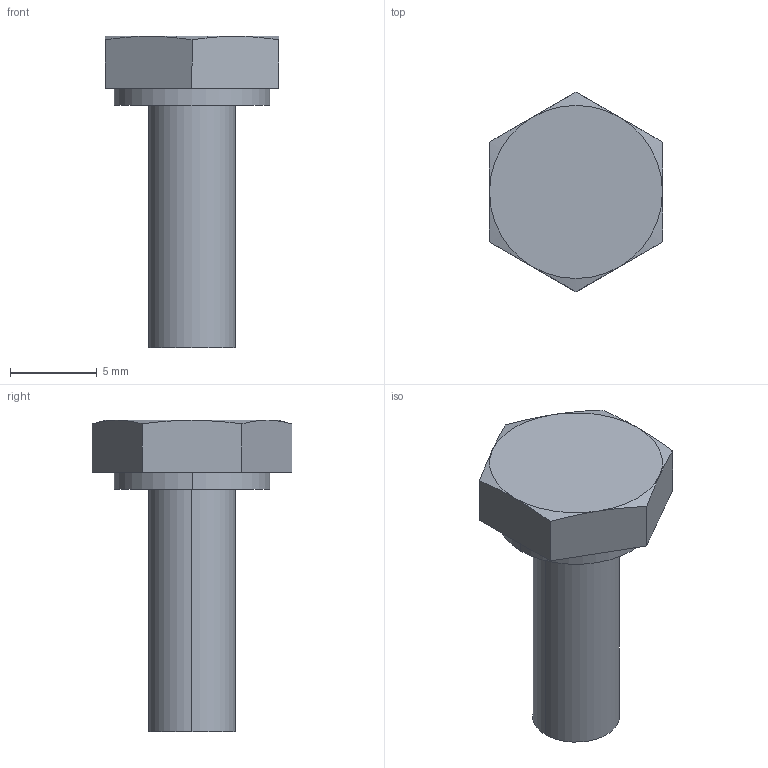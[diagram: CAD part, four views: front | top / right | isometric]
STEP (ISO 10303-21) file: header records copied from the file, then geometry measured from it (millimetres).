
FILE_DESCRIPTION (( 'STEP AP214' ), '1' );
FILE_NAME ('OS-2325 - POS-219 .STEP', '2019-08-16T12:09:48', ( '' ), ( '' ), 'SwSTEP 2.0', 'SolidWorks 2019', '' );
FILE_SCHEMA (( 'AUTOMOTIVE_DESIGN' ));
Length unit declared in the file: millimetre
Products named in the file (2): OS-2325 - POS-219 
Bounding box: 10 x 11.55 x 18 mm (x, y, z)
Volume: 597.9 mm3; surface area: 562.4 mm2
Topology: 2 solids, 2 shells, 21 faces, 42 edges, 26 vertices
Faces by surface type: plane 11, cone 6, cylinder 4
Entity records: 638 total; most frequent: CARTESIAN_POINT 131, DIRECTION 90, ORIENTED_EDGE 84, EDGE_CURVE 42, AXIS2_PLACEMENT_3D 37, VERTEX_POINT 26, EDGE_LOOP 22, FACE_OUTER_BOUND 21
